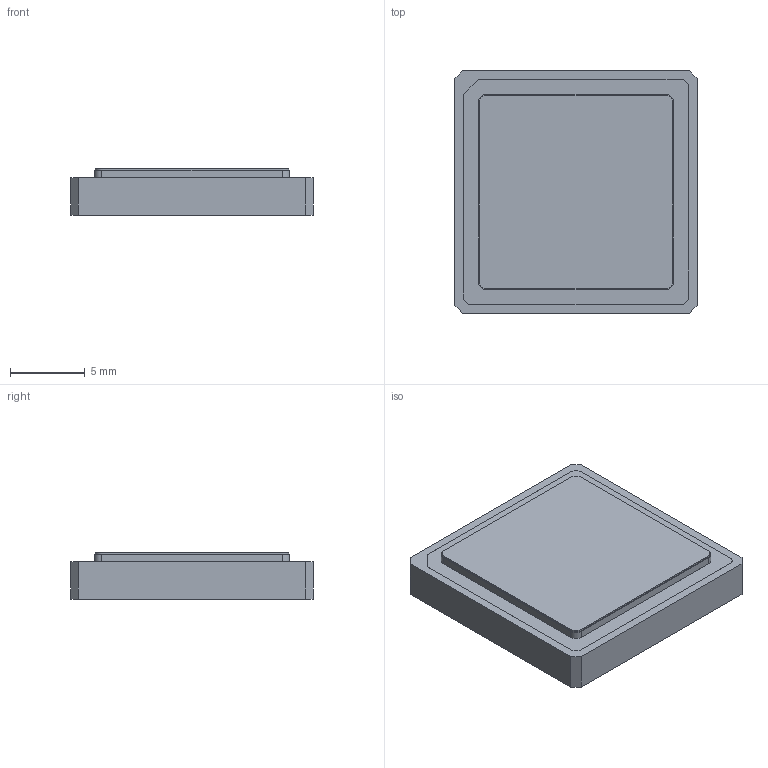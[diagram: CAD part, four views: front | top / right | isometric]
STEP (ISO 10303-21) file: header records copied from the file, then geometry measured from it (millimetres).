
FILE_DESCRIPTION (( 'STEP AP214' ), '1' );
FILE_NAME ('8307.144-ﾀﾍﾇ.STEP', '2018-04-28T11:29:25', ( 'Admin' ), ( '' ), 'SwSTEP 2.0', 'SolidWorks 2015', '' );
FILE_SCHEMA (( 'AUTOMOTIVE_DESIGN' ));
Length unit declared in the file: millimetre
Products named in the file (8): 挓鍱鍧 眒忣.741126.011; Ïëàòà LGA ÒÑÊß.758775.010; 8307.144-ﾀﾍﾇ; 署赅 已蔬.725212.008; ﾎ魵瑙韃 ﾒﾑﾊﾟ.431433.107 ﾑﾁ
Assembly tree (4 placements, depth 3):
  挓鍱鍧 眒忣.741126.011
  Ïëàòà LGA ÒÑÊß.758775.010
  8307.144-ﾀﾍﾇ
    ﾎ魵瑙韃 ﾒﾑﾊﾟ.431433.107 ﾑﾁ
      Ïëàòà LGA ÒÑÊß.758775.010
      挓鍱鍧 眒忣.741126.011
    署赅 已蔬.725212.008
  署赅 已蔬.725212.008
Bounding box: 16.2 x 16.2 x 3.11 mm (x, y, z)
Volume: 500.2 mm3; surface area: 1198.8 mm2
Topology: 3 solids, 3 shells, 1185 faces, 2691 edges, 1794 vertices
Faces by surface type: plane 860, cylinder 321, torus 4
Entity records: 45610 total; most frequent: DIRECTION 5729, CARTESIAN_POINT 5679, ORIENTED_EDGE 5382, EDGE_CURVE 2691, VECTOR 2041, LINE 2041, AXIS2_PLACEMENT_3D 1844, VERTEX_POINT 1794
